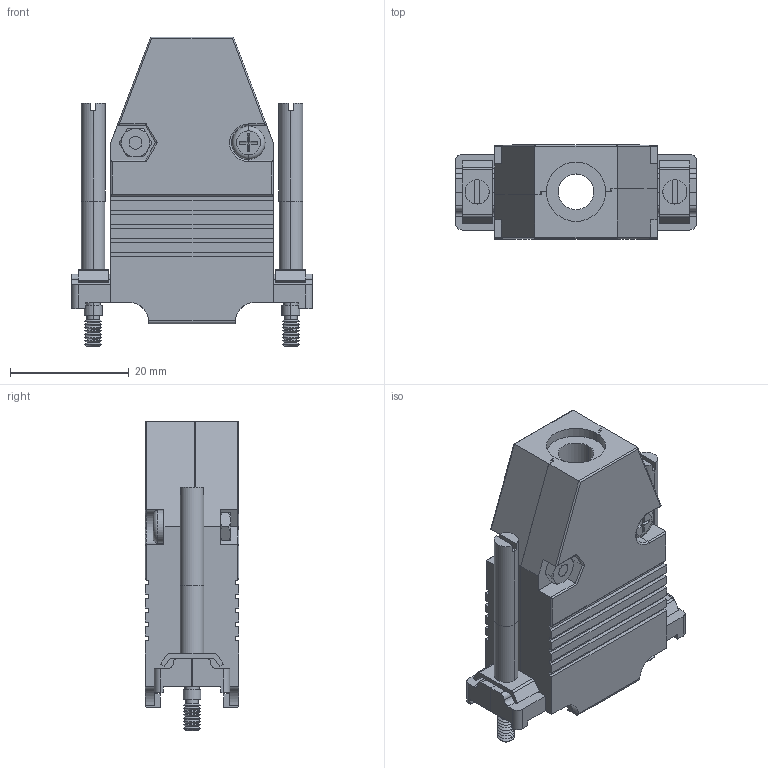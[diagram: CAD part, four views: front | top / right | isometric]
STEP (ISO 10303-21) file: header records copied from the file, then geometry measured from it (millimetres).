
FILE_DESCRIPTION (( 'STEP AP214' ), '1' );
FILE_NAME ('SDC15AG_3D.step', '2023-07-05T23:44:23', ( '' ), ( '' ), 'SwSTEP 2.0', 'SolidWorks 2022', '' );
FILE_SCHEMA (( 'AUTOMOTIVE_DESIGN' ));
Length unit declared in the file: inch
Products named in the file (7): 04X44S_For use with hex standoffs on SDC**AG; GROM-9&15-MA2_SDC15G-2; SDC15AG; 3AA10-001; 3AA02-005; 3AA01-003_3AA01-003-437; SDC15AG_3D
Assembly tree (11 placements, depth 2):
  SDC15AG_3D
    SDC15AG  x2
    3AA10-001  x2
    3AA02-005  x2
    3AA01-003_3AA01-003-437  x2
    04X44S_For use with hex standoffs on SDC**AG  x2
    GROM-9&15-MA2_SDC15G-2
Bounding box: 40.6 x 15.8 x 52.14 mm (x, y, z)
Volume: 9176.5 mm3; surface area: 11758 mm2
Topology: 11 solids, 11 shells, 517 faces, 1298 edges, 818 vertices
Faces by surface type: plane 270, cylinder 131, cone 110, torus 6
Entity records: 8367 total; most frequent: CARTESIAN_POINT 1549, DIRECTION 1351, ORIENTED_EDGE 1316, EDGE_CURVE 658, AXIS2_PLACEMENT_3D 461, LINE 429, VECTOR 429, VERTEX_POINT 415
